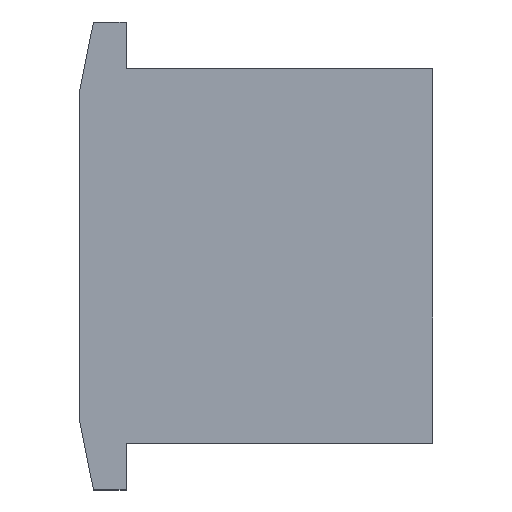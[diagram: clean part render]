
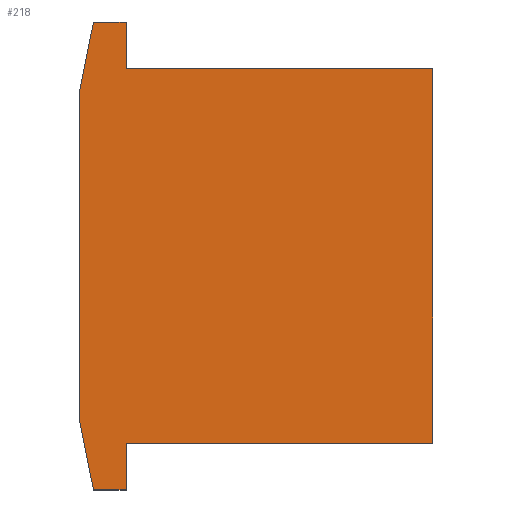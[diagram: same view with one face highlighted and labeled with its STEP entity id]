
A CAD part, top view. The second image highlights one B-rep face of the part: STEP entity #218.
In plain terms, the highlighted planar face has unit normal (0, 0, 1).
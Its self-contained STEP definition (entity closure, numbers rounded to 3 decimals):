
#12=ORIENTED_EDGE('',*,*,#72,.F.);
#13=ORIENTED_EDGE('',*,*,#73,.F.);
#14=ORIENTED_EDGE('',*,*,#74,.F.);
#15=ORIENTED_EDGE('',*,*,#75,.F.);
#16=ORIENTED_EDGE('',*,*,#76,.F.);
#17=ORIENTED_EDGE('',*,*,#77,.F.);
#18=ORIENTED_EDGE('',*,*,#78,.F.);
#19=ORIENTED_EDGE('',*,*,#79,.F.);
#20=ORIENTED_EDGE('',*,*,#80,.F.);
#21=ORIENTED_EDGE('',*,*,#81,.F.);
#72=EDGE_CURVE('',#102,#103,#122,.T.);
#73=EDGE_CURVE('',#104,#102,#123,.T.);
#74=EDGE_CURVE('',#105,#104,#124,.T.);
#75=EDGE_CURVE('',#106,#105,#125,.T.);
#76=EDGE_CURVE('',#107,#106,#126,.T.);
#77=EDGE_CURVE('',#108,#107,#127,.T.);
#78=EDGE_CURVE('',#109,#108,#128,.T.);
#79=EDGE_CURVE('',#110,#109,#129,.T.);
#80=EDGE_CURVE('',#111,#110,#130,.T.);
#81=EDGE_CURVE('',#103,#111,#131,.T.);
#102=VERTEX_POINT('',#314);
#103=VERTEX_POINT('',#315);
#104=VERTEX_POINT('',#317);
#105=VERTEX_POINT('',#319);
#106=VERTEX_POINT('',#321);
#107=VERTEX_POINT('',#323);
#108=VERTEX_POINT('',#325);
#109=VERTEX_POINT('',#327);
#110=VERTEX_POINT('',#329);
#111=VERTEX_POINT('',#331);
#122=LINE('',#313,#152);
#123=LINE('',#316,#153);
#124=LINE('',#318,#154);
#125=LINE('',#320,#155);
#126=LINE('',#322,#156);
#127=LINE('',#324,#157);
#128=LINE('',#326,#158);
#129=LINE('',#328,#159);
#130=LINE('',#330,#160);
#131=LINE('',#332,#161);
#152=VECTOR('',#259,1000.);
#153=VECTOR('',#260,1000.);
#154=VECTOR('',#261,1000.);
#155=VECTOR('',#262,1000.);
#156=VECTOR('',#263,1000.);
#157=VECTOR('',#264,1000.);
#158=VECTOR('',#265,1000.);
#159=VECTOR('',#266,1000.);
#160=VECTOR('',#267,1000.);
#161=VECTOR('',#268,1000.);
#182=EDGE_LOOP('',(#12,#13,#14,#15,#16,#17,#18,#19,#20,#21));
#194=FACE_BOUND('',#182,.T.);
#206=PLANE('',#243);
#218=ADVANCED_FACE('',(#194),#206,.F.);
#243=AXIS2_PLACEMENT_3D('',#312,#257,#258);
#257=DIRECTION('',(0.,0.,-1.));
#258=DIRECTION('',(1.,0.,0.));
#259=DIRECTION('',(0.,1.,0.));
#260=DIRECTION('',(-0.196,0.981,0.));
#261=DIRECTION('',(-1.,0.,0.));
#262=DIRECTION('',(0.,-1.,0.));
#263=DIRECTION('',(-1.,0.,0.));
#264=DIRECTION('',(0.,-1.,0.));
#265=DIRECTION('',(1.,0.,0.));
#266=DIRECTION('',(0.,-1.,0.));
#267=DIRECTION('',(1.,0.,0.));
#268=DIRECTION('',(0.196,0.981,0.));
#312=CARTESIAN_POINT('',(143.066,-113.,2.92));
#313=CARTESIAN_POINT('',(139.6,-116.5,2.92));
#314=CARTESIAN_POINT('',(139.6,-116.5,2.92));
#315=CARTESIAN_POINT('',(139.6,-109.5,2.92));
#316=CARTESIAN_POINT('',(139.9,-118.,2.92));
#317=CARTESIAN_POINT('',(139.9,-118.,2.92));
#318=CARTESIAN_POINT('',(140.6,-118.,2.92));
#319=CARTESIAN_POINT('',(140.6,-118.,2.92));
#320=CARTESIAN_POINT('',(140.6,-108.,2.92));
#321=CARTESIAN_POINT('',(140.6,-117.,2.92));
#322=CARTESIAN_POINT('',(147.15,-117.,2.92));
#323=CARTESIAN_POINT('',(147.15,-117.,2.92));
#324=CARTESIAN_POINT('',(147.15,-109.,2.92));
#325=CARTESIAN_POINT('',(147.15,-109.,2.92));
#326=CARTESIAN_POINT('',(140.6,-109.,2.92));
#327=CARTESIAN_POINT('',(140.6,-109.,2.92));
#328=CARTESIAN_POINT('',(140.6,-108.,2.92));
#329=CARTESIAN_POINT('',(140.6,-108.,2.92));
#330=CARTESIAN_POINT('',(139.9,-108.,2.92));
#331=CARTESIAN_POINT('',(139.9,-108.,2.92));
#332=CARTESIAN_POINT('',(139.6,-109.5,2.92));
